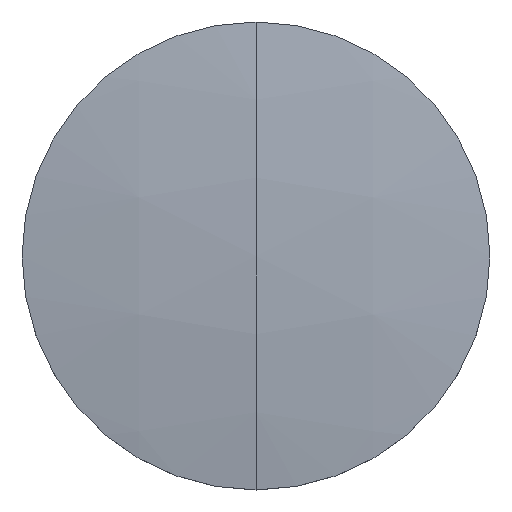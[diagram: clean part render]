
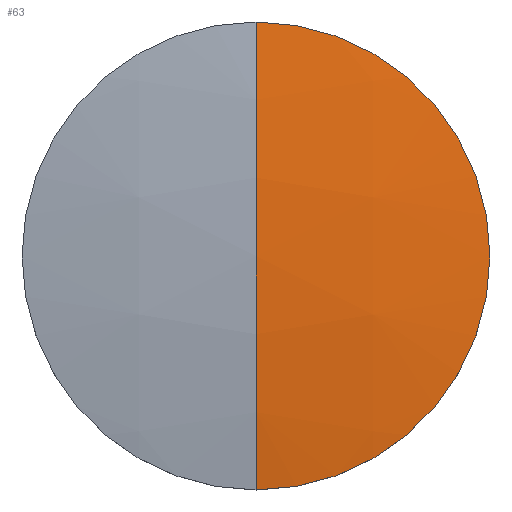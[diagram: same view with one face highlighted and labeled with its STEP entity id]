
A CAD part, top view. The second image highlights one B-rep face of the part: STEP entity #63.
In plain terms, the highlighted spherical face has radius 86.77 mm.
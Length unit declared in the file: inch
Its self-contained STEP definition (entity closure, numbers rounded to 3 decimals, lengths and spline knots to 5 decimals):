
#11 = DIRECTION ( 'NONE',  ( 0., 1., 0. ) ) ;
#12 = DIRECTION ( 'NONE',  ( 1., 0., 0. ) ) ;
#13 = CARTESIAN_POINT ( 'NONE',  ( 0., 0., -3.35846 ) ) ;
#14 = AXIS2_PLACEMENT_3D ( 'NONE', #13, #12, #11 ) ;
#15 = CIRCLE ( 'NONE', #14, 3.41614 ) ;
#20 = EDGE_CURVE ( 'NONE', #110, #29, #15, .T. ) ;
#21 = ORIENTED_EDGE ( 'NONE', *, *, #27, .F. ) ;
#27 = EDGE_CURVE ( 'NONE', #28, #29, #136, .T. ) ;
#28 = VERTEX_POINT ( 'NONE', #131 ) ;
#29 = VERTEX_POINT ( 'NONE', #130 ) ;
#30 = ORIENTED_EDGE ( 'NONE', *, *, #20, .T. ) ;
#52 = DIRECTION ( 'NONE',  ( 0., 1., 0. ) ) ;
#53 = DIRECTION ( 'NONE',  ( 1., 0., 0. ) ) ;
#54 = CARTESIAN_POINT ( 'NONE',  ( 0., 0., -3.35846 ) ) ;
#55 = AXIS2_PLACEMENT_3D ( 'NONE', #54, #53, #52 ) ;
#56 = SPHERICAL_SURFACE ( 'NONE', #55, 3.41614 ) ;
#63 = ADVANCED_FACE ( 'NONE', ( #153 ), #56, .T. ) ;
#90 = EDGE_LOOP ( 'NONE', ( #92, #30, #21 ) ) ;
#92 = ORIENTED_EDGE ( 'NONE', *, *, #109, .F. ) ;
#109 = EDGE_CURVE ( 'NONE', #110, #28, #206, .T. ) ;
#110 = VERTEX_POINT ( 'NONE', #248 ) ;
#130 = CARTESIAN_POINT ( 'NONE',  ( 0., -0.5, 0.02089 ) ) ;
#131 = CARTESIAN_POINT ( 'NONE',  ( 0., 0.5, 0.02089 ) ) ;
#132 = DIRECTION ( 'NONE',  ( 0., 1., 0. ) ) ;
#133 = DIRECTION ( 'NONE',  ( 0., 0., -1. ) ) ;
#134 = CARTESIAN_POINT ( 'NONE',  ( 0., 0., 0.02089 ) ) ;
#135 = AXIS2_PLACEMENT_3D ( 'NONE', #134, #133, #132 ) ;
#136 = CIRCLE ( 'NONE', #135, 0.5 ) ;
#153 = FACE_OUTER_BOUND ( 'NONE', #90, .T. ) ;
#203 = DIRECTION ( 'NONE',  ( -1., 0., 0. ) ) ;
#204 = CARTESIAN_POINT ( 'NONE',  ( 0., 0., -3.35846 ) ) ;
#205 = AXIS2_PLACEMENT_3D ( 'NONE', #204, #203, #249 ) ;
#206 = CIRCLE ( 'NONE', #205, 3.41614 ) ;
#248 = CARTESIAN_POINT ( 'NONE',  ( 0., 0., 0.05768 ) ) ;
#249 = DIRECTION ( 'NONE',  ( 0., 0., 1. ) ) ;
